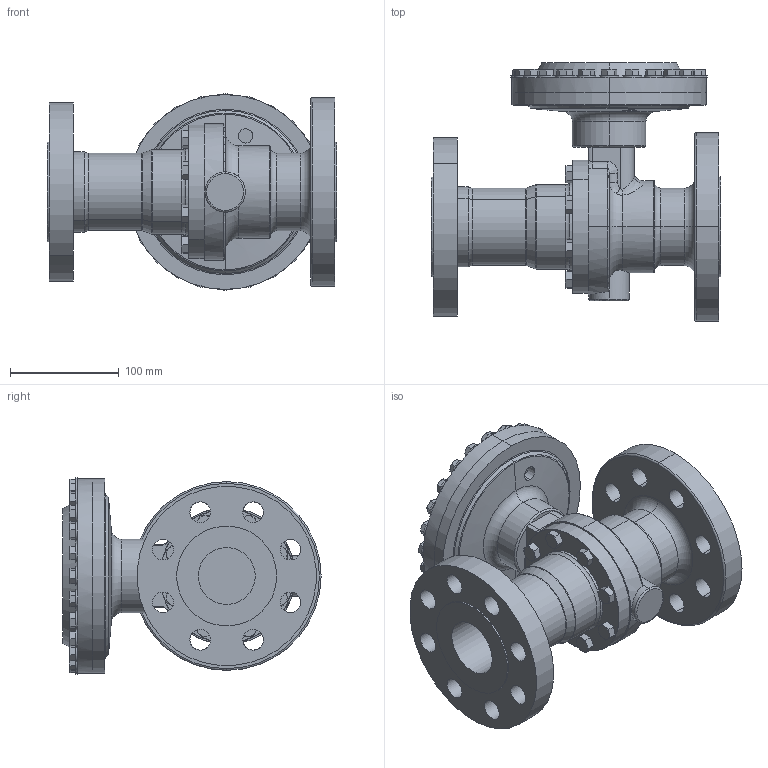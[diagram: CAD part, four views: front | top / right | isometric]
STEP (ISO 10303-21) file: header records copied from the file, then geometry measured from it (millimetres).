
FILE_DESCRIPTION (( 'STEP AP203' ), '1' );
FILE_NAME ('56-200-CS+S6-I3.step', '2017-10-04T15:19:28', ( '' ), ( '' ), 'SwSTEP 2.0', 'SolidWorks 2014', '' );
FILE_SCHEMA (( 'CONFIG_CONTROL_DESIGN' ));
Length unit declared in the file: inch
Products named in the file (1): 56-200-CS+S6-I3
Bounding box: 266.17 x 237.71 x 180.98 mm (x, y, z)
Volume: 2863908.9 mm3; surface area: 310619.5 mm2
Topology: 1 solids, 1 shells, 674 faces, 1577 edges, 950 vertices
Faces by surface type: plane 298, cone 204, cylinder 125, torus 35, bspline 12
Entity records: 21569 total; most frequent: CARTESIAN_POINT 6462, ORIENTED_EDGE 3154, DIRECTION 3106, EDGE_CURVE 1577, AXIS2_PLACEMENT_3D 1284, VERTEX_POINT 950, EDGE_LOOP 751, ADVANCED_FACE 674
